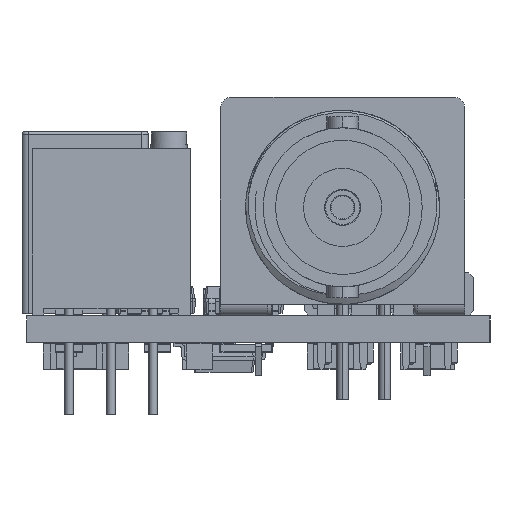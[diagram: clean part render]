
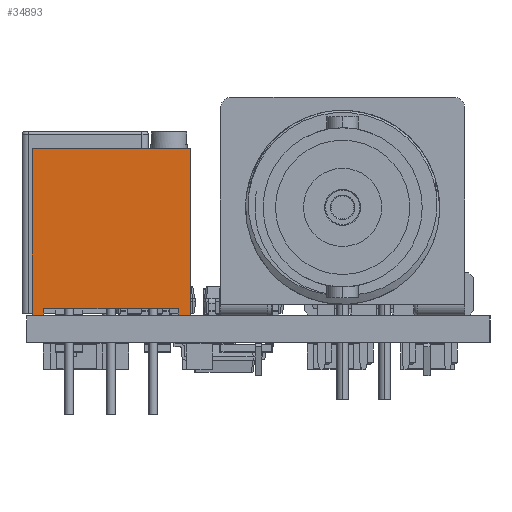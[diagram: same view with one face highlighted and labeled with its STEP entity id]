
A CAD part, left-side view. The second image highlights one B-rep face of the part: STEP entity #34893.
In plain terms, the highlighted face is planar.
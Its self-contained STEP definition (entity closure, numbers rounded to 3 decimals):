
#33497 = PLANE('',#33498);
#33498 = AXIS2_PLACEMENT_3D('',#33499,#33500,#33501);
#33499 = CARTESIAN_POINT('',(-2.54,-0.052,10.03));
#33500 = DIRECTION('',(-0.,0.,1.));
#33501 = DIRECTION('',(0.,1.,0.));
#33581 = PLANE('',#33582);
#33582 = AXIS2_PLACEMENT_3D('',#33583,#33584,#33585);
#33583 = CARTESIAN_POINT('',(-7.305,-0.05,5.015));
#33584 = DIRECTION('',(-1.,0.,0.));
#33585 = DIRECTION('',(0.,1.,0.));
#33637 = PLANE('',#33638);
#33638 = AXIS2_PLACEMENT_3D('',#33639,#33640,#33641);
#33639 = CARTESIAN_POINT('',(-6.605,2.41,1.));
#33640 = DIRECTION('',(1.,0.,0.));
#33641 = DIRECTION('',(0.,-1.,0.));
#33665 = PLANE('',#33666);
#33666 = AXIS2_PLACEMENT_3D('',#33667,#33668,#33669);
#33667 = CARTESIAN_POINT('',(-7.305,2.03,0.38));
#33668 = DIRECTION('',(0.,0.,-1.));
#33669 = DIRECTION('',(0.,-1.,0.));
#33693 = PLANE('',#33694);
#33694 = AXIS2_PLACEMENT_3D('',#33695,#33696,#33697);
#33695 = CARTESIAN_POINT('',(1.525,2.41,1.));
#33696 = DIRECTION('',(1.,0.,0.));
#33697 = DIRECTION('',(0.,-1.,0.));
#33749 = PLANE('',#33750);
#33750 = AXIS2_PLACEMENT_3D('',#33751,#33752,#33753);
#33751 = CARTESIAN_POINT('',(2.225,-0.05,5.015));
#33752 = DIRECTION('',(1.,0.,0.));
#33753 = DIRECTION('',(0.,-1.,0.));
#33818 = EDGE_CURVE('',#33819,#33821,#33823,.T.);
#33819 = VERTEX_POINT('',#33820);
#33820 = CARTESIAN_POINT('',(-7.305,-2.42,10.03));
#33821 = VERTEX_POINT('',#33822);
#33822 = CARTESIAN_POINT('',(2.225,-2.42,10.03));
#33823 = SURFACE_CURVE('',#33824,(#33828,#33835),.PCURVE_S1.);
#33824 = LINE('',#33825,#33826);
#33825 = CARTESIAN_POINT('',(-7.305,-2.42,10.03));
#33826 = VECTOR('',#33827,1.);
#33827 = DIRECTION('',(1.,0.,0.));
#33828 = PCURVE('',#33497,#33829);
#33829 = DEFINITIONAL_REPRESENTATION('',(#33830),#33834);
#33830 = LINE('',#33831,#33832);
#33831 = CARTESIAN_POINT('',(-2.368,4.765));
#33832 = VECTOR('',#33833,1.);
#33833 = DIRECTION('',(0.,-1.));
#33834 = ( GEOMETRIC_REPRESENTATION_CONTEXT(2) 
PARAMETRIC_REPRESENTATION_CONTEXT() REPRESENTATION_CONTEXT('2D SPACE',''
  ) );
#33835 = PCURVE('',#33836,#33841);
#33836 = PLANE('',#33837);
#33837 = AXIS2_PLACEMENT_3D('',#33838,#33839,#33840);
#33838 = CARTESIAN_POINT('',(-2.54,-2.42,5.001));
#33839 = DIRECTION('',(0.,-1.,0.));
#33840 = DIRECTION('',(1.,0.,0.));
#33841 = DEFINITIONAL_REPRESENTATION('',(#33842),#33846);
#33842 = LINE('',#33843,#33844);
#33843 = CARTESIAN_POINT('',(-4.765,5.029));
#33844 = VECTOR('',#33845,1.);
#33845 = DIRECTION('',(1.,0.));
#33846 = ( GEOMETRIC_REPRESENTATION_CONTEXT(2) 
PARAMETRIC_REPRESENTATION_CONTEXT() REPRESENTATION_CONTEXT('2D SPACE',''
  ) );
#34149 = EDGE_CURVE('',#33821,#34150,#34152,.T.);
#34150 = VERTEX_POINT('',#34151);
#34151 = CARTESIAN_POINT('',(2.225,-2.42,0.));
#34152 = SURFACE_CURVE('',#34153,(#34157,#34164),.PCURVE_S1.);
#34153 = LINE('',#34154,#34155);
#34154 = CARTESIAN_POINT('',(2.225,-2.42,1.));
#34155 = VECTOR('',#34156,1.);
#34156 = DIRECTION('',(0.,0.,-1.));
#34157 = PCURVE('',#33749,#34158);
#34158 = DEFINITIONAL_REPRESENTATION('',(#34159),#34163);
#34159 = LINE('',#34160,#34161);
#34160 = CARTESIAN_POINT('',(2.37,4.015));
#34161 = VECTOR('',#34162,1.);
#34162 = DIRECTION('',(0.,1.));
#34163 = ( GEOMETRIC_REPRESENTATION_CONTEXT(2) 
PARAMETRIC_REPRESENTATION_CONTEXT() REPRESENTATION_CONTEXT('2D SPACE',''
  ) );
#34164 = PCURVE('',#33836,#34165);
#34165 = DEFINITIONAL_REPRESENTATION('',(#34166),#34170);
#34166 = LINE('',#34167,#34168);
#34167 = CARTESIAN_POINT('',(4.765,-4.001));
#34168 = VECTOR('',#34169,1.);
#34169 = DIRECTION('',(0.,-1.));
#34170 = ( GEOMETRIC_REPRESENTATION_CONTEXT(2) 
PARAMETRIC_REPRESENTATION_CONTEXT() REPRESENTATION_CONTEXT('2D SPACE',''
  ) );
#34188 = PLANE('',#34189);
#34189 = AXIS2_PLACEMENT_3D('',#34190,#34191,#34192);
#34190 = CARTESIAN_POINT('',(1.525,2.41,0.));
#34191 = DIRECTION('',(0.,0.,-1.));
#34192 = DIRECTION('',(0.,-1.,0.));
#34304 = VERTEX_POINT('',#34305);
#34305 = CARTESIAN_POINT('',(1.525,-2.42,0.));
#34350 = VERTEX_POINT('',#34351);
#34351 = CARTESIAN_POINT('',(1.525,-2.42,0.38));
#34372 = EDGE_CURVE('',#34350,#34304,#34373,.T.);
#34373 = SURFACE_CURVE('',#34374,(#34378,#34385),.PCURVE_S1.);
#34374 = LINE('',#34375,#34376);
#34375 = CARTESIAN_POINT('',(1.525,-2.42,1.));
#34376 = VECTOR('',#34377,1.);
#34377 = DIRECTION('',(0.,0.,-1.));
#34378 = PCURVE('',#33693,#34379);
#34379 = DEFINITIONAL_REPRESENTATION('',(#34380),#34384);
#34380 = LINE('',#34381,#34382);
#34381 = CARTESIAN_POINT('',(4.83,0.));
#34382 = VECTOR('',#34383,1.);
#34383 = DIRECTION('',(0.,1.));
#34384 = ( GEOMETRIC_REPRESENTATION_CONTEXT(2) 
PARAMETRIC_REPRESENTATION_CONTEXT() REPRESENTATION_CONTEXT('2D SPACE',''
  ) );
#34385 = PCURVE('',#33836,#34386);
#34386 = DEFINITIONAL_REPRESENTATION('',(#34387),#34391);
#34387 = LINE('',#34388,#34389);
#34388 = CARTESIAN_POINT('',(4.065,-4.001));
#34389 = VECTOR('',#34390,1.);
#34390 = DIRECTION('',(0.,-1.));
#34391 = ( GEOMETRIC_REPRESENTATION_CONTEXT(2) 
PARAMETRIC_REPRESENTATION_CONTEXT() REPRESENTATION_CONTEXT('2D SPACE',''
  ) );
#34396 = EDGE_CURVE('',#34397,#34350,#34399,.T.);
#34397 = VERTEX_POINT('',#34398);
#34398 = CARTESIAN_POINT('',(-6.605,-2.42,0.38));
#34399 = SURFACE_CURVE('',#34400,(#34404,#34411),.PCURVE_S1.);
#34400 = LINE('',#34401,#34402);
#34401 = CARTESIAN_POINT('',(-7.305,-2.42,0.38));
#34402 = VECTOR('',#34403,1.);
#34403 = DIRECTION('',(1.,0.,0.));
#34404 = PCURVE('',#33665,#34405);
#34405 = DEFINITIONAL_REPRESENTATION('',(#34406),#34410);
#34406 = LINE('',#34407,#34408);
#34407 = CARTESIAN_POINT('',(4.45,0.));
#34408 = VECTOR('',#34409,1.);
#34409 = DIRECTION('',(0.,-1.));
#34410 = ( GEOMETRIC_REPRESENTATION_CONTEXT(2) 
PARAMETRIC_REPRESENTATION_CONTEXT() REPRESENTATION_CONTEXT('2D SPACE',''
  ) );
#34411 = PCURVE('',#33836,#34412);
#34412 = DEFINITIONAL_REPRESENTATION('',(#34413),#34417);
#34413 = LINE('',#34414,#34415);
#34414 = CARTESIAN_POINT('',(-4.765,-4.621));
#34415 = VECTOR('',#34416,1.);
#34416 = DIRECTION('',(1.,0.));
#34417 = ( GEOMETRIC_REPRESENTATION_CONTEXT(2) 
PARAMETRIC_REPRESENTATION_CONTEXT() REPRESENTATION_CONTEXT('2D SPACE',''
  ) );
#34553 = VERTEX_POINT('',#34554);
#34554 = CARTESIAN_POINT('',(-6.605,-2.42,0.));
#34568 = PLANE('',#34569);
#34569 = AXIS2_PLACEMENT_3D('',#34570,#34571,#34572);
#34570 = CARTESIAN_POINT('',(-7.305,2.41,0.));
#34571 = DIRECTION('',(0.,0.,-1.));
#34572 = DIRECTION('',(0.,-1.,0.));
#34631 = EDGE_CURVE('',#34397,#34553,#34632,.T.);
#34632 = SURFACE_CURVE('',#34633,(#34637,#34644),.PCURVE_S1.);
#34633 = LINE('',#34634,#34635);
#34634 = CARTESIAN_POINT('',(-6.605,-2.42,1.));
#34635 = VECTOR('',#34636,1.);
#34636 = DIRECTION('',(0.,0.,-1.));
#34637 = PCURVE('',#33637,#34638);
#34638 = DEFINITIONAL_REPRESENTATION('',(#34639),#34643);
#34639 = LINE('',#34640,#34641);
#34640 = CARTESIAN_POINT('',(4.83,0.));
#34641 = VECTOR('',#34642,1.);
#34642 = DIRECTION('',(0.,1.));
#34643 = ( GEOMETRIC_REPRESENTATION_CONTEXT(2) 
PARAMETRIC_REPRESENTATION_CONTEXT() REPRESENTATION_CONTEXT('2D SPACE',''
  ) );
#34644 = PCURVE('',#33836,#34645);
#34645 = DEFINITIONAL_REPRESENTATION('',(#34646),#34650);
#34646 = LINE('',#34647,#34648);
#34647 = CARTESIAN_POINT('',(-4.065,-4.001));
#34648 = VECTOR('',#34649,1.);
#34649 = DIRECTION('',(0.,-1.));
#34650 = ( GEOMETRIC_REPRESENTATION_CONTEXT(2) 
PARAMETRIC_REPRESENTATION_CONTEXT() REPRESENTATION_CONTEXT('2D SPACE',''
  ) );
#34775 = VERTEX_POINT('',#34776);
#34776 = CARTESIAN_POINT('',(-7.305,-2.42,0.));
#34797 = EDGE_CURVE('',#33819,#34775,#34798,.T.);
#34798 = SURFACE_CURVE('',#34799,(#34803,#34810),.PCURVE_S1.);
#34799 = LINE('',#34800,#34801);
#34800 = CARTESIAN_POINT('',(-7.305,-2.42,1.));
#34801 = VECTOR('',#34802,1.);
#34802 = DIRECTION('',(0.,0.,-1.));
#34803 = PCURVE('',#33581,#34804);
#34804 = DEFINITIONAL_REPRESENTATION('',(#34805),#34809);
#34805 = LINE('',#34806,#34807);
#34806 = CARTESIAN_POINT('',(-2.37,4.015));
#34807 = VECTOR('',#34808,1.);
#34808 = DIRECTION('',(0.,1.));
#34809 = ( GEOMETRIC_REPRESENTATION_CONTEXT(2) 
PARAMETRIC_REPRESENTATION_CONTEXT() REPRESENTATION_CONTEXT('2D SPACE',''
  ) );
#34810 = PCURVE('',#33836,#34811);
#34811 = DEFINITIONAL_REPRESENTATION('',(#34812),#34816);
#34812 = LINE('',#34813,#34814);
#34813 = CARTESIAN_POINT('',(-4.765,-4.001));
#34814 = VECTOR('',#34815,1.);
#34815 = DIRECTION('',(0.,-1.));
#34816 = ( GEOMETRIC_REPRESENTATION_CONTEXT(2) 
PARAMETRIC_REPRESENTATION_CONTEXT() REPRESENTATION_CONTEXT('2D SPACE',''
  ) );
#34893 = ADVANCED_FACE('',(#34894),#33836,.T.);
#34894 = FACE_BOUND('',#34895,.T.);
#34895 = EDGE_LOOP('',(#34896,#34897,#34898,#34919,#34920,#34921,#34922,
    #34943));
#34896 = ORIENTED_EDGE('',*,*,#33818,.F.);
#34897 = ORIENTED_EDGE('',*,*,#34797,.T.);
#34898 = ORIENTED_EDGE('',*,*,#34899,.T.);
#34899 = EDGE_CURVE('',#34775,#34553,#34900,.T.);
#34900 = SURFACE_CURVE('',#34901,(#34905,#34912),.PCURVE_S1.);
#34901 = LINE('',#34902,#34903);
#34902 = CARTESIAN_POINT('',(-7.305,-2.42,0.));
#34903 = VECTOR('',#34904,1.);
#34904 = DIRECTION('',(1.,0.,0.));
#34905 = PCURVE('',#33836,#34906);
#34906 = DEFINITIONAL_REPRESENTATION('',(#34907),#34911);
#34907 = LINE('',#34908,#34909);
#34908 = CARTESIAN_POINT('',(-4.765,-5.001));
#34909 = VECTOR('',#34910,1.);
#34910 = DIRECTION('',(1.,0.));
#34911 = ( GEOMETRIC_REPRESENTATION_CONTEXT(2) 
PARAMETRIC_REPRESENTATION_CONTEXT() REPRESENTATION_CONTEXT('2D SPACE',''
  ) );
#34912 = PCURVE('',#34568,#34913);
#34913 = DEFINITIONAL_REPRESENTATION('',(#34914),#34918);
#34914 = LINE('',#34915,#34916);
#34915 = CARTESIAN_POINT('',(4.83,0.));
#34916 = VECTOR('',#34917,1.);
#34917 = DIRECTION('',(0.,-1.));
#34918 = ( GEOMETRIC_REPRESENTATION_CONTEXT(2) 
PARAMETRIC_REPRESENTATION_CONTEXT() REPRESENTATION_CONTEXT('2D SPACE',''
  ) );
#34919 = ORIENTED_EDGE('',*,*,#34631,.F.);
#34920 = ORIENTED_EDGE('',*,*,#34396,.T.);
#34921 = ORIENTED_EDGE('',*,*,#34372,.T.);
#34922 = ORIENTED_EDGE('',*,*,#34923,.T.);
#34923 = EDGE_CURVE('',#34304,#34150,#34924,.T.);
#34924 = SURFACE_CURVE('',#34925,(#34929,#34936),.PCURVE_S1.);
#34925 = LINE('',#34926,#34927);
#34926 = CARTESIAN_POINT('',(1.525,-2.42,0.));
#34927 = VECTOR('',#34928,1.);
#34928 = DIRECTION('',(1.,0.,0.));
#34929 = PCURVE('',#33836,#34930);
#34930 = DEFINITIONAL_REPRESENTATION('',(#34931),#34935);
#34931 = LINE('',#34932,#34933);
#34932 = CARTESIAN_POINT('',(4.065,-5.001));
#34933 = VECTOR('',#34934,1.);
#34934 = DIRECTION('',(1.,0.));
#34935 = ( GEOMETRIC_REPRESENTATION_CONTEXT(2) 
PARAMETRIC_REPRESENTATION_CONTEXT() REPRESENTATION_CONTEXT('2D SPACE',''
  ) );
#34936 = PCURVE('',#34188,#34937);
#34937 = DEFINITIONAL_REPRESENTATION('',(#34938),#34942);
#34938 = LINE('',#34939,#34940);
#34939 = CARTESIAN_POINT('',(4.83,0.));
#34940 = VECTOR('',#34941,1.);
#34941 = DIRECTION('',(0.,-1.));
#34942 = ( GEOMETRIC_REPRESENTATION_CONTEXT(2) 
PARAMETRIC_REPRESENTATION_CONTEXT() REPRESENTATION_CONTEXT('2D SPACE',''
  ) );
#34943 = ORIENTED_EDGE('',*,*,#34149,.F.);
